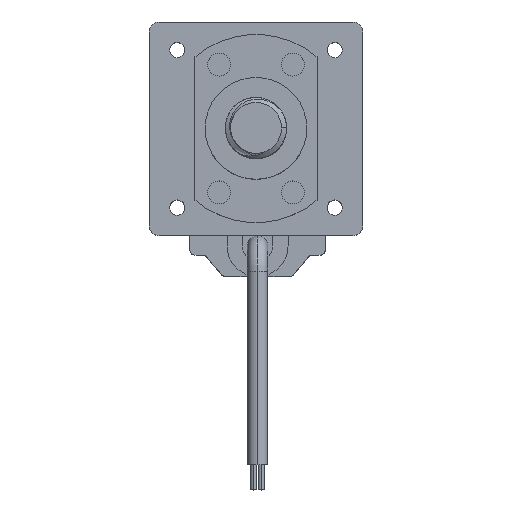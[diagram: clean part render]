
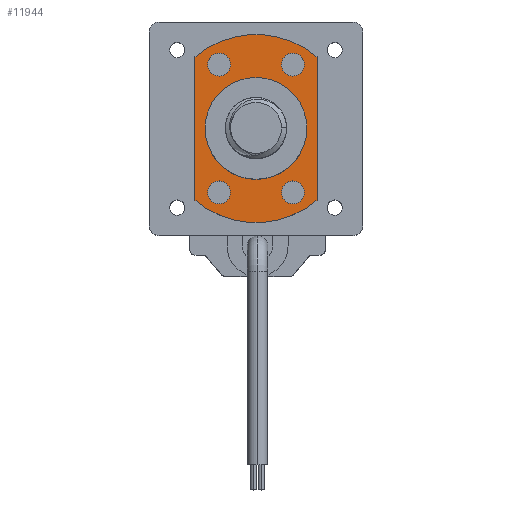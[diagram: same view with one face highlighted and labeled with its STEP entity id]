
A CAD part, top view. The second image highlights one B-rep face of the part: STEP entity #11944.
In plain terms, the highlighted planar face has unit normal (0, 0, 1).
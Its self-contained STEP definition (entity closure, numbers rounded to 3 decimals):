
#415 = CIRCLE ( 'NONE', #24430, 10. ) ;
#417 = CARTESIAN_POINT ( 'NONE',  ( 12., 14.08, 66.6 ) ) ;
#740 = DIRECTION ( 'NONE',  ( 0., 0., 1. ) ) ;
#800 = ORIENTED_EDGE ( 'NONE', *, *, #14086, .F. ) ;
#838 = CIRCLE ( 'NONE', #18055, 2.25 ) ;
#1166 = DIRECTION ( 'NONE',  ( 0., 0., 1. ) ) ;
#1200 = VECTOR ( 'NONE', #3734, 1000. ) ;
#1414 = EDGE_CURVE ( 'NONE', #12880, #10741, #2398, .T. ) ;
#1532 = EDGE_LOOP ( 'NONE', ( #26236, #12221 ) ) ;
#1972 = CARTESIAN_POINT ( 'NONE',  ( -7.25, -12.557, 66.6 ) ) ;
#2159 = CARTESIAN_POINT ( 'NONE',  ( -5., 12.557, 66.6 ) ) ;
#2188 = DIRECTION ( 'NONE',  ( 0., 0., 1. ) ) ;
#2257 = DIRECTION ( 'NONE',  ( 0., 0., 1. ) ) ;
#2259 = ORIENTED_EDGE ( 'NONE', *, *, #12893, .F. ) ;
#2398 = LINE ( 'NONE', #417, #16637 ) ;
#2560 = VERTEX_POINT ( 'NONE', #18466 ) ;
#2589 = DIRECTION ( 'NONE',  ( 0., 0., 1. ) ) ;
#3222 = ORIENTED_EDGE ( 'NONE', *, *, #6236, .F. ) ;
#3437 = ORIENTED_EDGE ( 'NONE', *, *, #10911, .T. ) ;
#3734 = DIRECTION ( 'NONE',  ( 0., -1., 0. ) ) ;
#4226 = CARTESIAN_POINT ( 'NONE',  ( -10., 0., 66.6 ) ) ;
#4237 = CARTESIAN_POINT ( 'NONE',  ( 7.25, 12.557, 66.6 ) ) ;
#4240 = DIRECTION ( 'NONE',  ( -1., 0., 0. ) ) ;
#4589 = DIRECTION ( 'NONE',  ( 0., 0., 1. ) ) ;
#4664 = CARTESIAN_POINT ( 'NONE',  ( 5., 12.557, 66.6 ) ) ;
#4708 = DIRECTION ( 'NONE',  ( 1., 0., 0. ) ) ;
#5265 = CARTESIAN_POINT ( 'NONE',  ( 5., -12.557, 66.6 ) ) ;
#5440 = CARTESIAN_POINT ( 'NONE',  ( 7.25, -12.557, 66.6 ) ) ;
#5821 = VERTEX_POINT ( 'NONE', #2159 ) ;
#6236 = EDGE_CURVE ( 'NONE', #5821, #2560, #21698, .T. ) ;
#6259 = CIRCLE ( 'NONE', #21685, 2.25 ) ;
#6593 = AXIS2_PLACEMENT_3D ( 'NONE', #23881, #2589, #24028 ) ;
#6846 = CARTESIAN_POINT ( 'NONE',  ( -7.25, 12.557, 66.6 ) ) ;
#7192 = AXIS2_PLACEMENT_3D ( 'NONE', #24701, #18193, #26826 ) ;
#8096 = AXIS2_PLACEMENT_3D ( 'NONE', #4237, #2257, #17445 ) ;
#8116 = AXIS2_PLACEMENT_3D ( 'NONE', #15246, #4589, #13392 ) ;
#8143 = CIRCLE ( 'NONE', #16756, 2.25 ) ;
#8500 = DIRECTION ( 'NONE',  ( 0., 0., 1. ) ) ;
#8913 = CIRCLE ( 'NONE', #13449, 18.5 ) ;
#8931 = CIRCLE ( 'NONE', #26132, 10. ) ;
#9764 = CIRCLE ( 'NONE', #8116, 18.5 ) ;
#9837 = ORIENTED_EDGE ( 'NONE', *, *, #19956, .F. ) ;
#9942 = AXIS2_PLACEMENT_3D ( 'NONE', #6846, #15509, #24147 ) ;
#10096 = CARTESIAN_POINT ( 'NONE',  ( 7.25, 12.557, 66.6 ) ) ;
#10741 = VERTEX_POINT ( 'NONE', #16951 ) ;
#10801 = ORIENTED_EDGE ( 'NONE', *, *, #19815, .F. ) ;
#10802 = EDGE_CURVE ( 'NONE', #17862, #16344, #18824, .T. ) ;
#10911 = EDGE_CURVE ( 'NONE', #10741, #23373, #9764, .T. ) ;
#11213 = VERTEX_POINT ( 'NONE', #22321 ) ;
#11582 = EDGE_LOOP ( 'NONE', ( #22616, #2259 ) ) ;
#11927 = CARTESIAN_POINT ( 'NONE',  ( 9.5, 12.557, 66.6 ) ) ;
#11944 = ADVANCED_FACE ( 'NONE', ( #23890, #21780, #27326, #19352, #23611, #12842 ), #12184, .T. ) ;
#11962 = DIRECTION ( 'NONE',  ( 0., 0., 1. ) ) ;
#12095 = DIRECTION ( 'NONE',  ( 1., 0., 0. ) ) ;
#12184 = PLANE ( 'NONE',  #21256 ) ;
#12221 = ORIENTED_EDGE ( 'NONE', *, *, #23603, .F. ) ;
#12786 = DIRECTION ( 'NONE',  ( 0., 0., 1. ) ) ;
#12829 = DIRECTION ( 'NONE',  ( -1., 0., 0. ) ) ;
#12842 = FACE_BOUND ( 'NONE', #1532, .T. ) ;
#12880 = VERTEX_POINT ( 'NONE', #23397 ) ;
#12893 = EDGE_CURVE ( 'NONE', #16344, #17862, #838, .T. ) ;
#13189 = CARTESIAN_POINT ( 'NONE',  ( -5., -12.557, 66.6 ) ) ;
#13211 = DIRECTION ( 'NONE',  ( 1., 0., 0. ) ) ;
#13265 = VERTEX_POINT ( 'NONE', #4664 ) ;
#13392 = DIRECTION ( 'NONE',  ( 1., 0., 0. ) ) ;
#13449 = AXIS2_PLACEMENT_3D ( 'NONE', #25136, #740, #12095 ) ;
#13582 = ORIENTED_EDGE ( 'NONE', *, *, #19572, .F. ) ;
#13948 = EDGE_CURVE ( 'NONE', #26881, #11213, #6259, .T. ) ;
#14086 = EDGE_CURVE ( 'NONE', #13265, #15887, #19403, .T. ) ;
#15246 = CARTESIAN_POINT ( 'NONE',  ( 0., 0., 66.6 ) ) ;
#15309 = CARTESIAN_POINT ( 'NONE',  ( -12., -14.08, 66.6 ) ) ;
#15509 = DIRECTION ( 'NONE',  ( 0., 0., 1. ) ) ;
#15887 = VERTEX_POINT ( 'NONE', #11927 ) ;
#16344 = VERTEX_POINT ( 'NONE', #13189 ) ;
#16388 = CARTESIAN_POINT ( 'NONE',  ( -9.5, -12.557, 66.6 ) ) ;
#16637 = VECTOR ( 'NONE', #17733, 1000. ) ;
#16756 = AXIS2_PLACEMENT_3D ( 'NONE', #10096, #12786, #13211 ) ;
#16913 = DIRECTION ( 'NONE',  ( -1., 0., 0. ) ) ;
#16951 = CARTESIAN_POINT ( 'NONE',  ( 12., 14.08, 66.6 ) ) ;
#17340 = EDGE_LOOP ( 'NONE', ( #800, #9837 ) ) ;
#17445 = DIRECTION ( 'NONE',  ( 1., 0., 0. ) ) ;
#17653 = VERTEX_POINT ( 'NONE', #24596 ) ;
#17733 = DIRECTION ( 'NONE',  ( 0., 1., 0. ) ) ;
#17862 = VERTEX_POINT ( 'NONE', #16388 ) ;
#18008 = EDGE_LOOP ( 'NONE', ( #27130, #21983, #3437, #26265 ) ) ;
#18055 = AXIS2_PLACEMENT_3D ( 'NONE', #1972, #8500, #4240 ) ;
#18193 = DIRECTION ( 'NONE',  ( 0., 0., 1. ) ) ;
#18466 = CARTESIAN_POINT ( 'NONE',  ( -9.5, 12.557, 66.6 ) ) ;
#18611 = CARTESIAN_POINT ( 'NONE',  ( 0., 0., 66.6 ) ) ;
#18824 = CIRCLE ( 'NONE', #6593, 2.25 ) ;
#18863 = AXIS2_PLACEMENT_3D ( 'NONE', #21901, #19338, #12829 ) ;
#19092 = CARTESIAN_POINT ( 'NONE',  ( -12., 14.08, 66.6 ) ) ;
#19338 = DIRECTION ( 'NONE',  ( 0., 0., 1. ) ) ;
#19352 = FACE_OUTER_BOUND ( 'NONE', #18008, .T. ) ;
#19403 = CIRCLE ( 'NONE', #8096, 2.25 ) ;
#19572 = EDGE_CURVE ( 'NONE', #2560, #5821, #22170, .T. ) ;
#19815 = EDGE_CURVE ( 'NONE', #22963, #17653, #415, .T. ) ;
#19956 = EDGE_CURVE ( 'NONE', #15887, #13265, #8143, .T. ) ;
#20577 = EDGE_CURVE ( 'NONE', #23373, #22791, #25162, .T. ) ;
#21256 = AXIS2_PLACEMENT_3D ( 'NONE', #23103, #2188, #21488 ) ;
#21488 = DIRECTION ( 'NONE',  ( 1., 0., 0. ) ) ;
#21685 = AXIS2_PLACEMENT_3D ( 'NONE', #5440, #11962, #16913 ) ;
#21698 = CIRCLE ( 'NONE', #7192, 2.25 ) ;
#21780 = FACE_BOUND ( 'NONE', #11582, .T. ) ;
#21901 = CARTESIAN_POINT ( 'NONE',  ( 7.25, -12.557, 66.6 ) ) ;
#21983 = ORIENTED_EDGE ( 'NONE', *, *, #1414, .T. ) ;
#22081 = EDGE_CURVE ( 'NONE', #22791, #12880, #8913, .T. ) ;
#22170 = CIRCLE ( 'NONE', #9942, 2.25 ) ;
#22321 = CARTESIAN_POINT ( 'NONE',  ( 9.5, -12.557, 66.6 ) ) ;
#22616 = ORIENTED_EDGE ( 'NONE', *, *, #10802, .F. ) ;
#22791 = VERTEX_POINT ( 'NONE', #15309 ) ;
#22963 = VERTEX_POINT ( 'NONE', #4226 ) ;
#22985 = ORIENTED_EDGE ( 'NONE', *, *, #24369, .F. ) ;
#23103 = CARTESIAN_POINT ( 'NONE',  ( 0., 0., 66.6 ) ) ;
#23373 = VERTEX_POINT ( 'NONE', #19092 ) ;
#23397 = CARTESIAN_POINT ( 'NONE',  ( 12., -14.08, 66.6 ) ) ;
#23603 = EDGE_CURVE ( 'NONE', #11213, #26881, #25233, .T. ) ;
#23611 = FACE_BOUND ( 'NONE', #17340, .T. ) ;
#23842 = EDGE_LOOP ( 'NONE', ( #10801, #22985 ) ) ;
#23881 = CARTESIAN_POINT ( 'NONE',  ( -7.25, -12.557, 66.6 ) ) ;
#23890 = FACE_BOUND ( 'NONE', #23842, .T. ) ;
#24028 = DIRECTION ( 'NONE',  ( -1., 0., 0. ) ) ;
#24145 = DIRECTION ( 'NONE',  ( 0., 0., 1. ) ) ;
#24147 = DIRECTION ( 'NONE',  ( 1., 0., 0. ) ) ;
#24285 = CARTESIAN_POINT ( 'NONE',  ( 0., 0., 66.6 ) ) ;
#24369 = EDGE_CURVE ( 'NONE', #17653, #22963, #8931, .T. ) ;
#24430 = AXIS2_PLACEMENT_3D ( 'NONE', #18611, #1166, #27647 ) ;
#24596 = CARTESIAN_POINT ( 'NONE',  ( 10., 0., 66.6 ) ) ;
#24701 = CARTESIAN_POINT ( 'NONE',  ( -7.25, 12.557, 66.6 ) ) ;
#25136 = CARTESIAN_POINT ( 'NONE',  ( 0., 0., 66.6 ) ) ;
#25162 = LINE ( 'NONE', #27271, #1200 ) ;
#25233 = CIRCLE ( 'NONE', #18863, 2.25 ) ;
#26132 = AXIS2_PLACEMENT_3D ( 'NONE', #24285, #24145, #4708 ) ;
#26236 = ORIENTED_EDGE ( 'NONE', *, *, #13948, .F. ) ;
#26265 = ORIENTED_EDGE ( 'NONE', *, *, #20577, .T. ) ;
#26296 = EDGE_LOOP ( 'NONE', ( #13582, #3222 ) ) ;
#26826 = DIRECTION ( 'NONE',  ( 1., 0., 0. ) ) ;
#26881 = VERTEX_POINT ( 'NONE', #5265 ) ;
#27130 = ORIENTED_EDGE ( 'NONE', *, *, #22081, .T. ) ;
#27271 = CARTESIAN_POINT ( 'NONE',  ( -12., 14.08, 66.6 ) ) ;
#27326 = FACE_BOUND ( 'NONE', #26296, .T. ) ;
#27647 = DIRECTION ( 'NONE',  ( 1., 0., 0. ) ) ;
